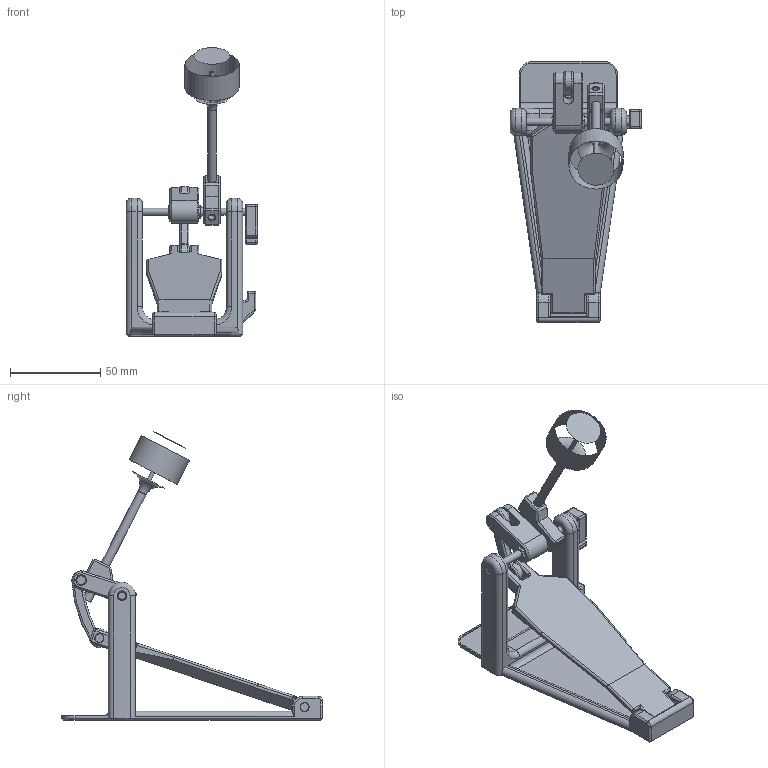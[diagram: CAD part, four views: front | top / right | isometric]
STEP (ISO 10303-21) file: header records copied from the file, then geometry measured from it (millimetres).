
FILE_DESCRIPTION(/* description */ (''),/* implementation_level */ '2;1');
FILE_NAME(/* name */ 'jonah_pedal_animated v3.step',/* time_stamp */ '2020-05-26T16:05:25+01:00',/* author */ (''),/* organization */ (''),/* preprocessor_version */ 'ST-DEVELOPER v18.1',/* originating_system */ 'Autodesk Translation Framework v9.3.0.1241',/* authorisation */ '');
FILE_SCHEMA (('AUTOMOTIVE_DESIGN { 1 0 10303 214 3 1 1 }'));
Length unit declared in the file: millimetre
Products named in the file (17): jonah_pedal_animated; pedal; pedal (1); base; hinge axle; frame; top; beater; beater holder; axle linkage; top axle; band holder; shaft a; shaft b; link; linkage; lower axle
Assembly tree (16 placements, depth 3):
  jonah_pedal_animated
    pedal
      pedal (1)
    base
      hinge axle
      frame
    top
      beater
      beater holder
      axle linkage
      top axle
      band holder
      shaft a
      shaft b
    link
      linkage
      lower axle
Bounding box: 72.9 x 144.62 x 159.91 mm (x, y, z)
Volume: 101769.7 mm3; surface area: 47399 mm2
Topology: 12 solids, 12 shells, 452 faces, 1023 edges, 593 vertices
Faces by surface type: plane 211, cylinder 145, cone 35, torus 33, sphere 26, bspline 2
Full cylindrical faces by diameter (mm): 2.2 x1, 3.5 x3, 4 x2, 4.1 x2, 4.2 x3, 4.8 x3, 4.9 x1, 5 x10, 30 x1
Entity records: 13224 total; most frequent: CARTESIAN_POINT 2428, DIRECTION 2321, ORIENTED_EDGE 2036, EDGE_CURVE 1018, AXIS2_PLACEMENT_3D 844, LINE 633, VECTOR 633, VERTEX_POINT 593
